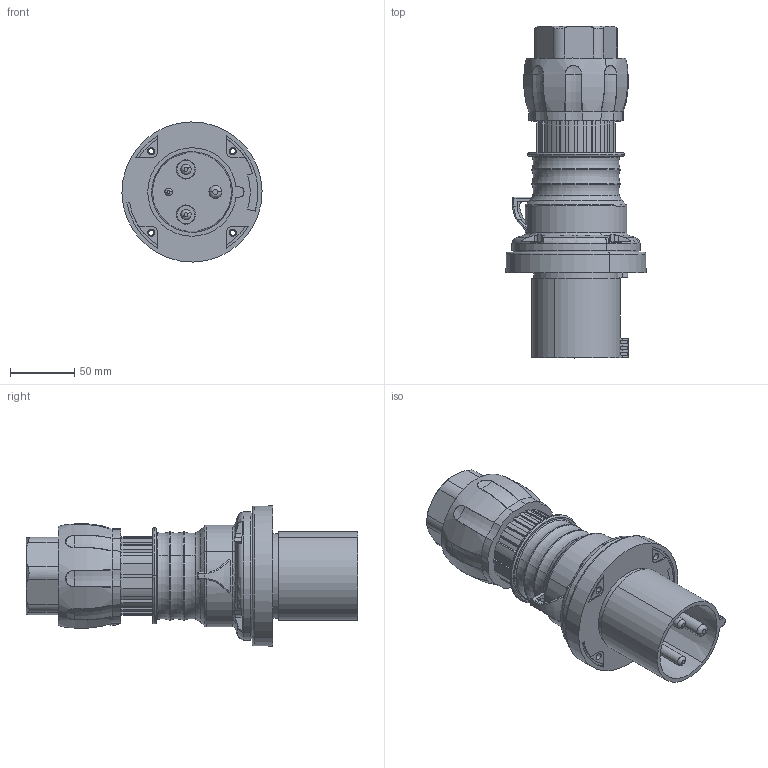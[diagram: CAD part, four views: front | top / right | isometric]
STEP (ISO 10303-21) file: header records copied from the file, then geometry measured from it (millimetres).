
FILE_DESCRIPTION((''),'2;1');
FILE_NAME('GW61016H_SW0001','2020-09-22T15:34:08',('User'),('Axiro Italia'),'CREO PARAMETRIC BY PTC INC, 2020074','CREO PARAMETRIC BY PTC INC, 2020074','');
FILE_SCHEMA(('CONFIG_CONTROL_DESIGN'));
Length unit declared in the file: millimetre
Products named in the file (1): GW61016H_SW0001
Bounding box: 109.42 x 259.1 x 109.42 mm (x, y, z)
Volume: 931495.1 mm3; surface area: 110978.6 mm2
Topology: 1 solids, 1 shells, 451 faces, 1211 edges, 789 vertices
Faces by surface type: plane 170, cylinder 116, bspline 61, torus 53, cone 51
Entity records: 22257 total; most frequent: CARTESIAN_POINT 11387, ORIENTED_EDGE 2422, DIRECTION 2079, EDGE_CURVE 1211, AXIS2_PLACEMENT_3D 824, VERTEX_POINT 789, EDGE_LOOP 488, FACE_OUTER_BOUND 451
